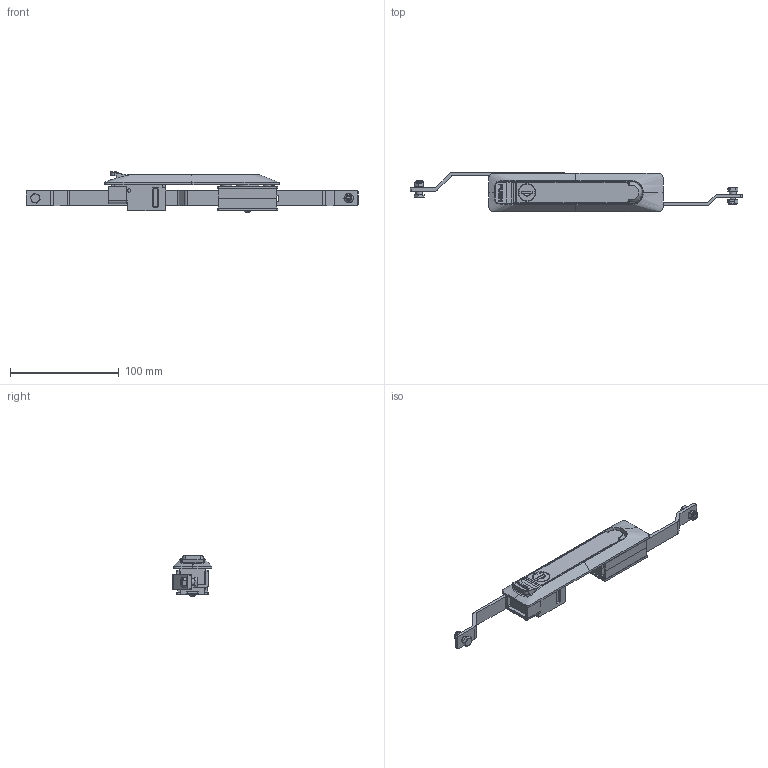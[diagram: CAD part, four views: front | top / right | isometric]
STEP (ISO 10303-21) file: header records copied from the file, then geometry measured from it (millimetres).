
FILE_DESCRIPTION(('STEP AP203'),'1');
FILE_NAME('909.11.12.05.00.step','2018-02-23T14:24:59',(' '),(' '),'Spatial InterOp 3D',' ',' ');
FILE_SCHEMA(('CONFIG_CONTROL_DESIGN'));
Length unit declared in the file: millimetre
Products named in the file (23): 1; 2; 3; 4; 5; 6; 7; 8; 9; 10; 11; 12; 13; 14; 15; 16; 17; 18; 19; 20; 21; 22; 23
Bounding box: 305 x 36.02 x 37.57 mm (x, y, z)
Volume: 81760.1 mm3; surface area: 73471.4 mm2
Topology: 23 solids, 23 shells, 1604 faces, 4298 edges, 2748 vertices
Faces by surface type: plane 794, cylinder 419, bspline 137, extrusion 92, cone 84, sphere 41, torus 37
Full cylindrical faces by diameter (mm): 2 x2, 3 x4, 3.1 x2, 3.3 x2, 4 x3, 4.2 x11, 5 x4, 5.3 x2, 5.5 x5, 6 x2, 7 x2, 7.5 x2, 7.6 x2, 8 x3, 10 x6, 10.4 x4, 11.5 x1, 12 x2, 12.2 x1, 13.85 x2, 14.2 x2, 15 x1, 15.1 x1, 15.7 x1, 16 x1, 16.1 x2, 16.2 x1, 21.8 x1
Entity records: 62381 total; most frequent: CARTESIAN_POINT 22870, ORIENTED_EDGE 8206, DIRECTION 7666, EDGE_CURVE 4103, AXIS2_PLACEMENT_3D 2780, VERTEX_POINT 2691, VECTOR 2106, LINE 2014
